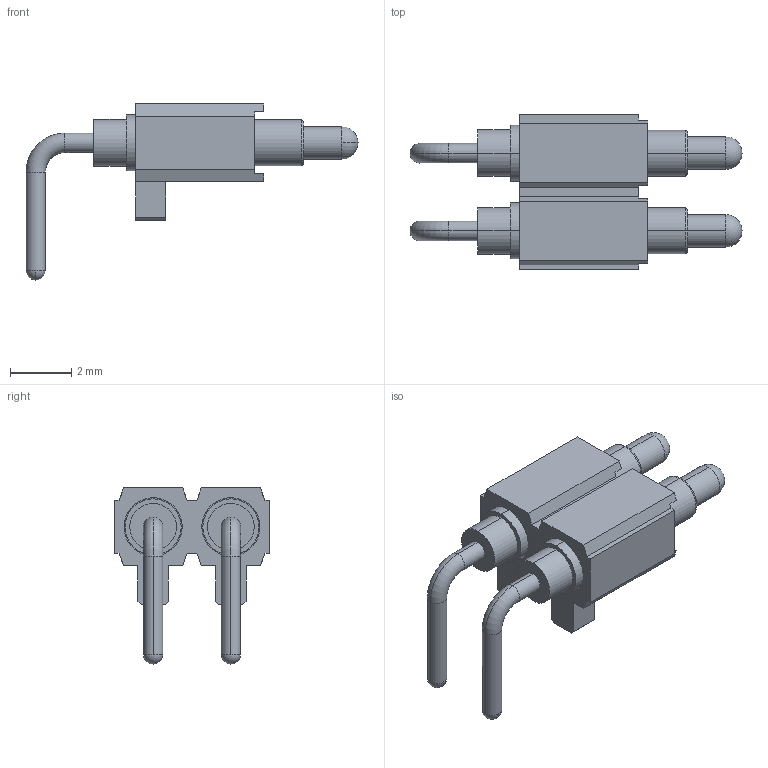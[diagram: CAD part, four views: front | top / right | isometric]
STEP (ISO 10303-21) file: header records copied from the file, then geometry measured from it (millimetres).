
FILE_DESCRIPTION(('FreeCAD Model'),'2;1');
FILE_NAME('MillMax_8290-22-002-20-001101_1x02_P2.54mm_Horizontal.step', '2019-11-27T15:25:36',('kicad StepUp'),('ksu MCAD'), 'Open CASCADE STEP processor 7.3','FreeCAD','Unknown');
FILE_SCHEMA(('AUTOMOTIVE_DESIGN { 1 0 10303 214 1 1 1 1 }'));
Length unit declared in the file: millimetre
Products named in the file (1): MillMax_8290-22-002-20-001101_1x02_P2.54mm_Horizontal
Bounding box: 10.85 x 5.08 x 5.75 mm (x, y, z)
Volume: 66.4 mm3; surface area: 241.9 mm2
Topology: 1 solids, 3 shells, 114 faces, 280 edges, 176 vertices
Faces by surface type: plane 54, cylinder 40, cone 8, sphere 8, torus 4
Entity records: 4127 total; most frequent: DIRECTION 606, CARTESIAN_POINT 563, ORIENTED_EDGE 544, EDGE_CURVE 272, AXIS2_PLACEMENT_3D 219, VERTEX_POINT 176, LINE 168, VECTOR 168
